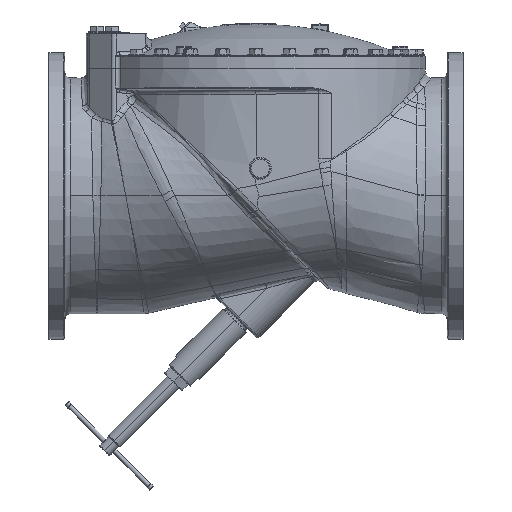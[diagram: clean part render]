
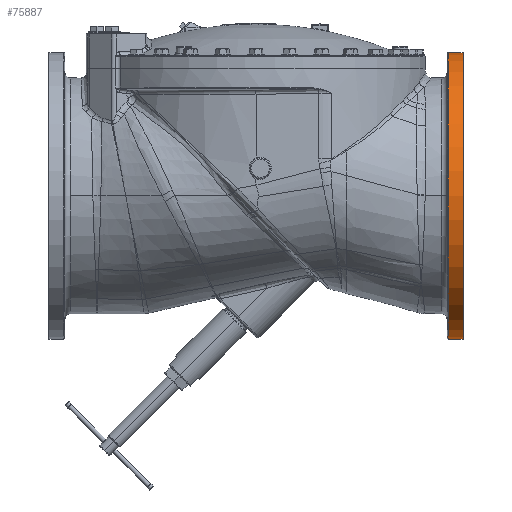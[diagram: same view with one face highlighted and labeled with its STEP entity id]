
A CAD part, top view. The second image highlights one B-rep face of the part: STEP entity #75887.
In plain terms, the highlighted cylindrical face has radius 492.125 mm (diameter 984.25 mm), a partial arc.
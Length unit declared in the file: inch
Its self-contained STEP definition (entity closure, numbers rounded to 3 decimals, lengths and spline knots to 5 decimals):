
#22350=DIRECTION('',(-1.,0.,0.));
#22351=VECTOR('',#22350,2.00166);
#22352=CARTESIAN_POINT('',(28.,19.375,0.));
#22353=LINE('',#22352,#22351);
#22359=DIRECTION('',(-1.,0.,0.));
#22360=VECTOR('',#22359,2.00166);
#22361=CARTESIAN_POINT('',(28.,-19.375,0.));
#22362=LINE('',#22361,#22360);
#22643=CARTESIAN_POINT('',(28.,0.,0.));
#22644=DIRECTION('',(1.,0.,0.));
#22645=DIRECTION('',(0.,1.,0.));
#22646=AXIS2_PLACEMENT_3D('',#22643,#22644,#22645);
#22648=CARTESIAN_POINT('',(25.99834,0.,0.));
#22649=DIRECTION('',(-1.,0.,0.));
#22650=DIRECTION('',(0.,-1.,0.));
#22651=AXIS2_PLACEMENT_3D('',#22648,#22649,#22650);
#56016=CARTESIAN_POINT('',(25.99834,19.375,0.));
#56017=CARTESIAN_POINT('',(25.99834,-19.375,0.));
#56018=VERTEX_POINT('',#56016);
#56019=VERTEX_POINT('',#56017);
#56024=CARTESIAN_POINT('',(28.,19.375,0.));
#56025=CARTESIAN_POINT('',(28.,-19.375,0.));
#56026=VERTEX_POINT('',#56024);
#56027=VERTEX_POINT('',#56025);
#75876=CARTESIAN_POINT('',(-31.2818,0.,0.));
#75877=DIRECTION('',(1.,0.,0.));
#75878=DIRECTION('',(0.,-1.,0.));
#75879=AXIS2_PLACEMENT_3D('',#75876,#75877,#75878);
#75880=CYLINDRICAL_SURFACE('',#75879,19.375);
#75881=ORIENTED_EDGE('',*,*,#75690,.T.);
#75882=ORIENTED_EDGE('',*,*,#75673,.T.);
#75883=ORIENTED_EDGE('',*,*,#75629,.T.);
#75884=ORIENTED_EDGE('',*,*,#75670,.F.);
#75885=EDGE_LOOP('',(#75881,#75882,#75883,#75884));
#75886=FACE_OUTER_BOUND('',#75885,.F.);
#22647=CIRCLE('',#22646,19.375);
#22652=CIRCLE('',#22651,19.375);
#75629=EDGE_CURVE('',#56019,#56018,#22652,.T.);
#75670=EDGE_CURVE('',#56026,#56018,#22353,.T.);
#75673=EDGE_CURVE('',#56027,#56019,#22362,.T.);
#75690=EDGE_CURVE('',#56026,#56027,#22647,.T.);
#75887=ADVANCED_FACE('',(#75886),#75880,.T.);
